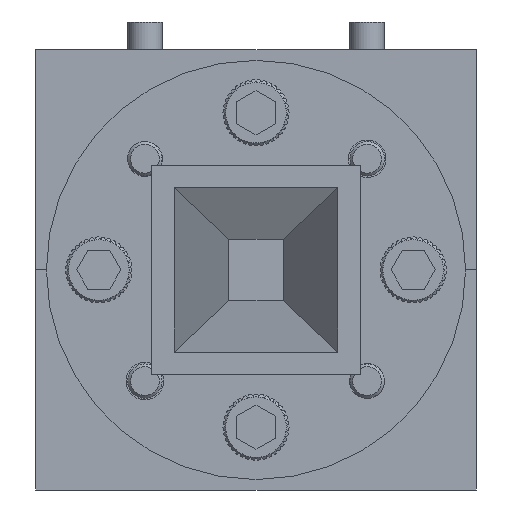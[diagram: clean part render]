
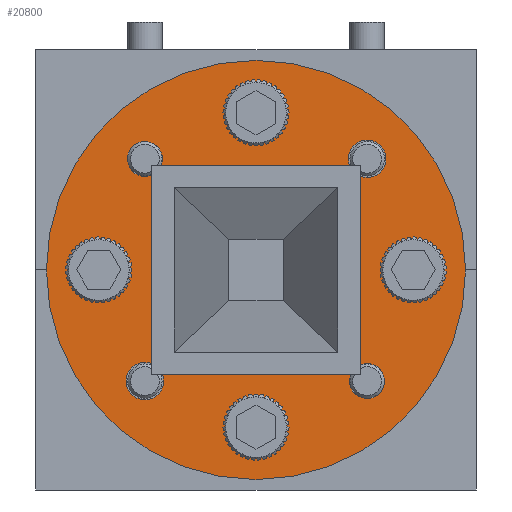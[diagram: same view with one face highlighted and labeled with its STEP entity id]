
A CAD part, left-side view. The second image highlights one B-rep face of the part: STEP entity #20800.
In plain terms, the highlighted planar face has unit normal (-1, 0, 0).
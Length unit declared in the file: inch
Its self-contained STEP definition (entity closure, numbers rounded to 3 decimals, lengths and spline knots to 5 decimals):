
#16 = EDGE_LOOP ( 'NONE', ( #10992 ) ) ;
#444 = DIRECTION ( 'NONE',  ( 0., 0., 1. ) ) ;
#848 = EDGE_CURVE ( 'NONE', #17848, #23137, #7877, .T. ) ;
#1006 = VERTEX_POINT ( 'NONE', #16816 ) ;
#1084 = CARTESIAN_POINT ( 'NONE',  ( 1.23, 0.1, 0. ) ) ;
#1780 = EDGE_CURVE ( 'NONE', #1006, #1006, #23268, .T. ) ;
#1983 = EDGE_LOOP ( 'NONE', ( #2418, #28832, #21945, #8986 ) ) ;
#2215 = CARTESIAN_POINT ( 'NONE',  ( 1.23, -0.09, -0.096 ) ) ;
#2418 = ORIENTED_EDGE ( 'NONE', *, *, #32311, .F. ) ;
#2580 = CARTESIAN_POINT ( 'NONE',  ( 1.23, 0.375, 0. ) ) ;
#2584 = LINE ( 'NONE', #18188, #30998 ) ;
#2652 = ORIENTED_EDGE ( 'NONE', *, *, #23234, .F. ) ;
#3118 = CARTESIAN_POINT ( 'NONE',  ( 1.23, 0.19887, 0.23012 ) ) ;
#3296 = VECTOR ( 'NONE', #30326, 39.37008 ) ;
#3313 = CARTESIAN_POINT ( 'NONE',  ( 1.23, 0.28125, 0. ) ) ;
#3660 = AXIS2_PLACEMENT_3D ( 'NONE', #30108, #11438, #3725 ) ;
#3684 = FACE_BOUND ( 'NONE', #19944, .T. ) ;
#3725 = DIRECTION ( 'NONE',  ( 0., 0., 1. ) ) ;
#4025 = FACE_BOUND ( 'NONE', #10667, .T. ) ;
#4621 = CARTESIAN_POINT ( 'NONE',  ( 1.23, 0.19887, -0.16537 ) ) ;
#4864 = CIRCLE ( 'NONE', #25652, 0.056 ) ;
#4931 = EDGE_CURVE ( 'NONE', #14407, #14407, #4864, .T. ) ;
#5118 = VERTEX_POINT ( 'NONE', #20374 ) ;
#5515 = CARTESIAN_POINT ( 'NONE',  ( 1.23, -0.28125, 0.056 ) ) ;
#5815 = ORIENTED_EDGE ( 'NONE', *, *, #7928, .F. ) ;
#5834 = EDGE_LOOP ( 'NONE', ( #5815 ) ) ;
#6076 = AXIS2_PLACEMENT_3D ( 'NONE', #19671, #17111, #30624 ) ;
#6106 = CARTESIAN_POINT ( 'NONE',  ( 1.23, -0.09, 0.096 ) ) ;
#6255 = FACE_BOUND ( 'NONE', #15726, .T. ) ;
#6601 = ORIENTED_EDGE ( 'NONE', *, *, #7743, .F. ) ;
#7233 = VERTEX_POINT ( 'NONE', #2580 ) ;
#7266 = DIRECTION ( 'NONE',  ( 0., 1., 0. ) ) ;
#7422 = LINE ( 'NONE', #28327, #32507 ) ;
#7629 = EDGE_CURVE ( 'NONE', #12838, #12838, #8576, .T. ) ;
#7716 = DIRECTION ( 'NONE',  ( 0., 0., 1. ) ) ;
#7743 = EDGE_CURVE ( 'NONE', #5118, #5118, #26077, .T. ) ;
#7877 = LINE ( 'NONE', #2215, #10084 ) ;
#7928 = EDGE_CURVE ( 'NONE', #17650, #17650, #9175, .T. ) ;
#8576 = CIRCLE ( 'NONE', #3660, 0.0335 ) ;
#8986 = ORIENTED_EDGE ( 'NONE', *, *, #17991, .F. ) ;
#9175 = CIRCLE ( 'NONE', #31024, 0.0335 ) ;
#9904 = EDGE_CURVE ( 'NONE', #18060, #17848, #2584, .T. ) ;
#10084 = VECTOR ( 'NONE', #10458, 39.37008 ) ;
#10458 = DIRECTION ( 'NONE',  ( 0., -1., 0. ) ) ;
#10667 = EDGE_LOOP ( 'NONE', ( #32729 ) ) ;
#10702 = DIRECTION ( 'NONE',  ( -1., 0., 0. ) ) ;
#10980 = CARTESIAN_POINT ( 'NONE',  ( 1.23, 0.09, -0.096 ) ) ;
#10992 = ORIENTED_EDGE ( 'NONE', *, *, #29505, .F. ) ;
#11438 = DIRECTION ( 'NONE',  ( -1., 0., 0. ) ) ;
#11567 = DIRECTION ( 'NONE',  ( -1., 0., 0. ) ) ;
#11845 = CARTESIAN_POINT ( 'NONE',  ( 1.23, 0., -0.22525 ) ) ;
#12001 = CARTESIAN_POINT ( 'NONE',  ( 1.23, -0.09, 0.096 ) ) ;
#12737 = VERTEX_POINT ( 'NONE', #6106 ) ;
#12838 = VERTEX_POINT ( 'NONE', #33918 ) ;
#12858 = CARTESIAN_POINT ( 'NONE',  ( 1.23, 0., 0.28125 ) ) ;
#13510 = CARTESIAN_POINT ( 'NONE',  ( 1.23, 0.19887, 0.19887 ) ) ;
#13559 = EDGE_LOOP ( 'NONE', ( #2652 ) ) ;
#13776 = DIRECTION ( 'NONE',  ( 0., 0., 1. ) ) ;
#13802 = CARTESIAN_POINT ( 'NONE',  ( 1.23, -0.09, -0.096 ) ) ;
#14136 = FACE_BOUND ( 'NONE', #1983, .T. ) ;
#14407 = VERTEX_POINT ( 'NONE', #11845 ) ;
#14482 = FACE_BOUND ( 'NONE', #19860, .T. ) ;
#15077 = AXIS2_PLACEMENT_3D ( 'NONE', #3313, #10702, #13776 ) ;
#15157 = AXIS2_PLACEMENT_3D ( 'NONE', #12858, #28457, #7716 ) ;
#15726 = EDGE_LOOP ( 'NONE', ( #17310 ) ) ;
#15808 = VERTEX_POINT ( 'NONE', #5515 ) ;
#15934 = DIRECTION ( 'NONE',  ( 0., 0., 1. ) ) ;
#16035 = EDGE_CURVE ( 'NONE', #24945, #24945, #17558, .T. ) ;
#16713 = FACE_BOUND ( 'NONE', #18542, .T. ) ;
#16816 = CARTESIAN_POINT ( 'NONE',  ( 1.23, 0.28125, 0.056 ) ) ;
#17067 = DIRECTION ( 'NONE',  ( -1., 0., 0. ) ) ;
#17111 = DIRECTION ( 'NONE',  ( -1., 0., 0. ) ) ;
#17310 = ORIENTED_EDGE ( 'NONE', *, *, #16035, .F. ) ;
#17558 = CIRCLE ( 'NONE', #6076, 0.03125 ) ;
#17650 = VERTEX_POINT ( 'NONE', #4621 ) ;
#17848 = VERTEX_POINT ( 'NONE', #10980 ) ;
#17991 = EDGE_CURVE ( 'NONE', #12737, #18060, #21761, .T. ) ;
#18060 = VERTEX_POINT ( 'NONE', #26860 ) ;
#18188 = CARTESIAN_POINT ( 'NONE',  ( 1.23, 0.09, -0.096 ) ) ;
#18199 = AXIS2_PLACEMENT_3D ( 'NONE', #1084, #11567, #22007 ) ;
#18542 = EDGE_LOOP ( 'NONE', ( #24165 ) ) ;
#18833 = CIRCLE ( 'NONE', #28690, 0.03125 ) ;
#18922 = DIRECTION ( 'NONE',  ( -1., 0., 0. ) ) ;
#19614 = FACE_BOUND ( 'NONE', #29826, .T. ) ;
#19671 = CARTESIAN_POINT ( 'NONE',  ( 1.23, -0.19887, -0.19887 ) ) ;
#19860 = EDGE_LOOP ( 'NONE', ( #6601 ) ) ;
#19944 = EDGE_LOOP ( 'NONE', ( #20110 ) ) ;
#20097 = AXIS2_PLACEMENT_3D ( 'NONE', #22516, #24928, #7266 ) ;
#20110 = ORIENTED_EDGE ( 'NONE', *, *, #7629, .F. ) ;
#20374 = CARTESIAN_POINT ( 'NONE',  ( 1.23, 0., 0.33725 ) ) ;
#20800 = ADVANCED_FACE ( 'NONE', ( #21835, #14482, #29722, #19614, #4025, #6255, #16713, #24577, #3684, #14136 ), #32646, .T. ) ;
#21761 = LINE ( 'NONE', #12001, #3296 ) ;
#21835 = FACE_OUTER_BOUND ( 'NONE', #16, .T. ) ;
#21852 = CARTESIAN_POINT ( 'NONE',  ( 1.23, -0.19887, -0.16762 ) ) ;
#21945 = ORIENTED_EDGE ( 'NONE', *, *, #9904, .F. ) ;
#22007 = DIRECTION ( 'NONE',  ( 0., -1., 0. ) ) ;
#22164 = CIRCLE ( 'NONE', #25445, 0.056 ) ;
#22358 = DIRECTION ( 'NONE',  ( 0., 0., 1. ) ) ;
#22516 = CARTESIAN_POINT ( 'NONE',  ( 1.23, 0., 0. ) ) ;
#22738 = EDGE_CURVE ( 'NONE', #26934, #26934, #18833, .T. ) ;
#22755 = ORIENTED_EDGE ( 'NONE', *, *, #4931, .F. ) ;
#22836 = DIRECTION ( 'NONE',  ( 0., 0., 1. ) ) ;
#23137 = VERTEX_POINT ( 'NONE', #13802 ) ;
#23234 = EDGE_CURVE ( 'NONE', #15808, #15808, #22164, .T. ) ;
#23268 = CIRCLE ( 'NONE', #15077, 0.056 ) ;
#23884 = CARTESIAN_POINT ( 'NONE',  ( 1.23, 0., -0.28125 ) ) ;
#23946 = DIRECTION ( 'NONE',  ( -1., 0., 0. ) ) ;
#24165 = ORIENTED_EDGE ( 'NONE', *, *, #22738, .F. ) ;
#24419 = CARTESIAN_POINT ( 'NONE',  ( 1.23, -0.28125, 0. ) ) ;
#24462 = CIRCLE ( 'NONE', #20097, 0.375 ) ;
#24577 = FACE_BOUND ( 'NONE', #5834, .T. ) ;
#24928 = DIRECTION ( 'NONE',  ( 1., 0., 0. ) ) ;
#24945 = VERTEX_POINT ( 'NONE', #21852 ) ;
#25445 = AXIS2_PLACEMENT_3D ( 'NONE', #24419, #17067, #22358 ) ;
#25652 = AXIS2_PLACEMENT_3D ( 'NONE', #23884, #18922, #29369 ) ;
#25886 = DIRECTION ( 'NONE',  ( 0., 0., -1. ) ) ;
#26077 = CIRCLE ( 'NONE', #15157, 0.056 ) ;
#26365 = DIRECTION ( 'NONE',  ( -1., 0., 0. ) ) ;
#26860 = CARTESIAN_POINT ( 'NONE',  ( 1.23, 0.09, 0.096 ) ) ;
#26934 = VERTEX_POINT ( 'NONE', #3118 ) ;
#28327 = CARTESIAN_POINT ( 'NONE',  ( 1.23, -0.09, -0.096 ) ) ;
#28457 = DIRECTION ( 'NONE',  ( -1., 0., 0. ) ) ;
#28690 = AXIS2_PLACEMENT_3D ( 'NONE', #13510, #23946, #444 ) ;
#28832 = ORIENTED_EDGE ( 'NONE', *, *, #848, .F. ) ;
#29369 = DIRECTION ( 'NONE',  ( 0., 0., 1. ) ) ;
#29453 = CARTESIAN_POINT ( 'NONE',  ( 1.23, 0.19887, -0.19887 ) ) ;
#29505 = EDGE_CURVE ( 'NONE', #7233, #7233, #24462, .T. ) ;
#29722 = FACE_BOUND ( 'NONE', #13559, .T. ) ;
#29826 = EDGE_LOOP ( 'NONE', ( #22755 ) ) ;
#30108 = CARTESIAN_POINT ( 'NONE',  ( 1.23, -0.19887, 0.19887 ) ) ;
#30326 = DIRECTION ( 'NONE',  ( 0., 1., 0. ) ) ;
#30624 = DIRECTION ( 'NONE',  ( 0., 0., 1. ) ) ;
#30998 = VECTOR ( 'NONE', #25886, 39.37008 ) ;
#31024 = AXIS2_PLACEMENT_3D ( 'NONE', #29453, #26365, #15934 ) ;
#32311 = EDGE_CURVE ( 'NONE', #23137, #12737, #7422, .T. ) ;
#32507 = VECTOR ( 'NONE', #22836, 39.37008 ) ;
#32646 = PLANE ( 'NONE',  #18199 ) ;
#32729 = ORIENTED_EDGE ( 'NONE', *, *, #1780, .F. ) ;
#33918 = CARTESIAN_POINT ( 'NONE',  ( 1.23, -0.19887, 0.23237 ) ) ;
